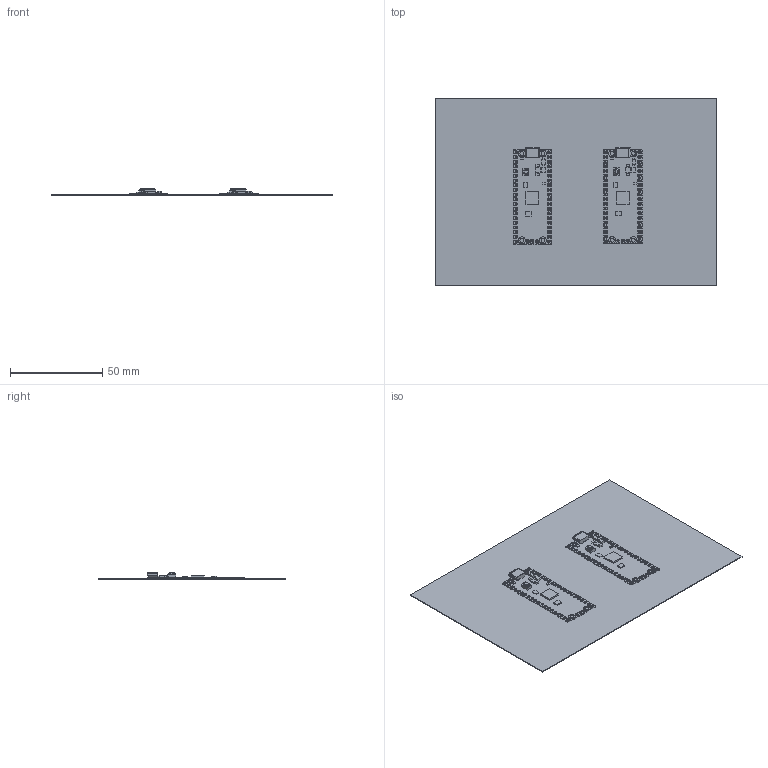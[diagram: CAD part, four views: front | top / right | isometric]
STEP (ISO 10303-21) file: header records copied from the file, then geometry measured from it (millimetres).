
FILE_DESCRIPTION(('Open CASCADE Model'),'2;1');
FILE_NAME('Open CASCADE Shape Model','2022-03-18T10:46:00',('Author'),( 'Open CASCADE'),'Open CASCADE STEP processor 6.8','Open CASCADE 6.8' ,'Unknown');
FILE_SCHEMA(('AUTOMOTIVE_DESIGN { 1 0 10303 214 1 1 1 1 }'));
Length unit declared in the file: millimetre
Products named in the file (19): PCB; Board; Open CASCADE STEP translator 6.8 1.1.1; U2; Pico-R3; PICO_assm_140121.STEP; PICO_REF_BOARD.STEP; PICO_REF_USB.STEP; PICO_REF_SWITCH.STEP; PICO_REF_MICROCONTROLLER.STEP; PICO_REF_LED.STEP; PICO_REF_ONSEMI.STEP; PICO_BOURNS.STEP; PICO_MURATA.STEP; PICO_RICHTEK.STEP; PICO_DIODES.STEP; PICO_AEL.STEP; PICO_WINBOND.STEP; U1
Assembly tree (20 placements, depth 5):
  PCB
    Board
      Open CASCADE STEP translator 6.8 1.1.1
    U2
      Pico-R3
        PICO_assm_140121.STEP
          PICO_REF_BOARD.STEP
          PICO_REF_USB.STEP
          PICO_REF_SWITCH.STEP
          PICO_REF_MICROCONTROLLER.STEP
          PICO_REF_LED.STEP
          PICO_REF_ONSEMI.STEP
          PICO_BOURNS.STEP
          PICO_MURATA.STEP  x2
          PICO_RICHTEK.STEP
          PICO_DIODES.STEP
          PICO_AEL.STEP
          PICO_WINBOND.STEP
    U1
      Pico-R3
        PICO_assm_140121.STEP
          PICO_REF_BOARD.STEP
          PICO_REF_USB.STEP
          PICO_REF_SWITCH.STEP
          PICO_REF_MICROCONTROLLER.STEP
          PICO_REF_LED.STEP
          PICO_REF_ONSEMI.STEP
          PICO_BOURNS.STEP
          PICO_MURATA.STEP  x2
          PICO_RICHTEK.STEP
          PICO_DIODES.STEP
          PICO_AEL.STEP
          PICO_WINBOND.STEP
Bounding box: 152.4 x 101.6 x 3.73 mm (x, y, z)
Volume: 8661 mm3; surface area: 36959.7 mm2
Topology: 35 solids, 35 shells, 1214 faces, 3788 edges, 2664 vertices
Faces by surface type: plane 720, cylinder 490, torus 4
Entity records: 22053 total; most frequent: DIRECTION 3878, CARTESIAN_POINT 3841, ORIENTED_EDGE 3776, EDGE_CURVE 1888, AXIS2_PLACEMENT_3D 1365, VERTEX_POINT 1328, LINE 1148, VECTOR 1148
